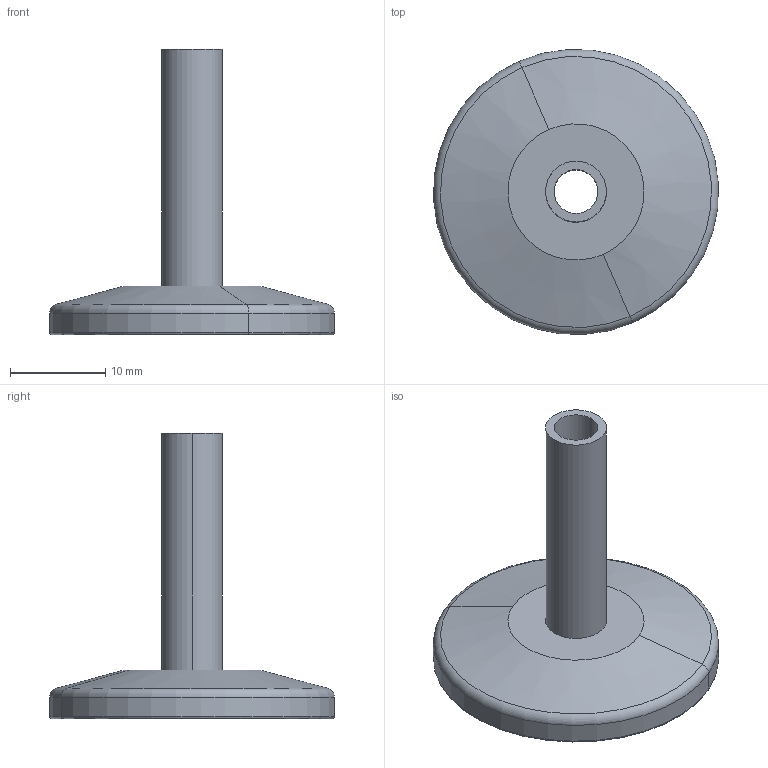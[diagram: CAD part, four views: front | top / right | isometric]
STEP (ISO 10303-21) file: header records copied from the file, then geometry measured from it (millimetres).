
FILE_DESCRIPTION (( 'STEP AP214' ), '1' );
FILE_NAME ('Hositrad_KO10-6.STEP', '2017-05-29T07:58:45', ( 'Gebruiker' ), ( '' ), 'SwSTEP 2.0', 'SolidWorks 2017', '' );
FILE_SCHEMA (( 'AUTOMOTIVE_DESIGN' ));
Length unit declared in the file: millimetre
Products named in the file (3): KF10WS-All_KF10-6.4; KF-Full&half-Nipple-Tube-All_KO10-6; Hositrad_KO10-6
Assembly tree (2 placements, depth 2):
  Hositrad_KO10-6
    KF-Full&half-Nipple-Tube-All_KO10-6
    KF10WS-All_KF10-6.4
Bounding box: 29.94 x 29.94 x 30 mm (x, y, z)
Volume: 3004 mm3; surface area: 2729.7 mm2
Topology: 2 solids, 2 shells, 30 faces, 60 edges, 36 vertices
Faces by surface type: cylinder 12, plane 6, torus 6, cone 6
Entity records: 908 total; most frequent: DIRECTION 172, CARTESIAN_POINT 131, ORIENTED_EDGE 120, AXIS2_PLACEMENT_3D 77, EDGE_CURVE 60, CIRCLE 42, VERTEX_POINT 36, EDGE_LOOP 36
